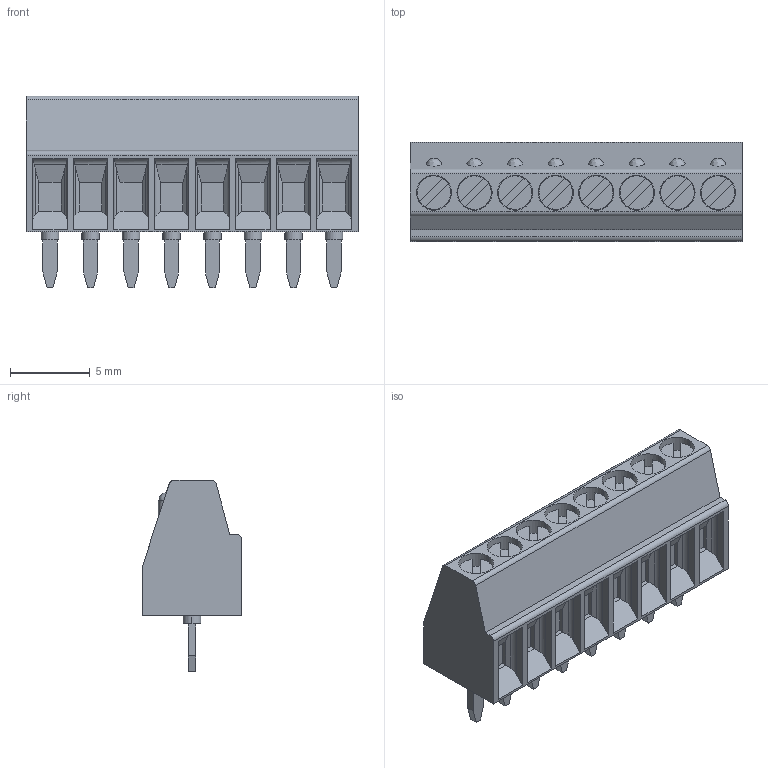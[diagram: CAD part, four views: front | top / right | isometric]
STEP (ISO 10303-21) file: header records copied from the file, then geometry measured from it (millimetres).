
FILE_DESCRIPTION (( 'STEP AP214' ), '1' );
FILE_NAME ('mpt_0,5-8-2,54.STEP', '2018-10-28T17:21:45', ( '' ), ( '' ), 'SwSTEP 2.0', 'SolidWorks 2016', '' );
FILE_SCHEMA (( 'AUTOMOTIVE_DESIGN' ));
Length unit declared in the file: millimetre
Products named in the file (1): mpt_0,5-8-2,54
Bounding box: 20.78 x 6.2 x 12 mm (x, y, z)
Volume: 832.6 mm3; surface area: 992 mm2
Topology: 1 solids, 1 shells, 345 faces, 841 edges, 550 vertices
Faces by surface type: plane 234, cylinder 103, bspline 8
Entity records: 14064 total; most frequent: CARTESIAN_POINT 2115, ORIENTED_EDGE 1682, DIRECTION 1651, EDGE_CURVE 841, VECTOR 579, LINE 579, VERTEX_POINT 550, AXIS2_PLACEMENT_3D 536
